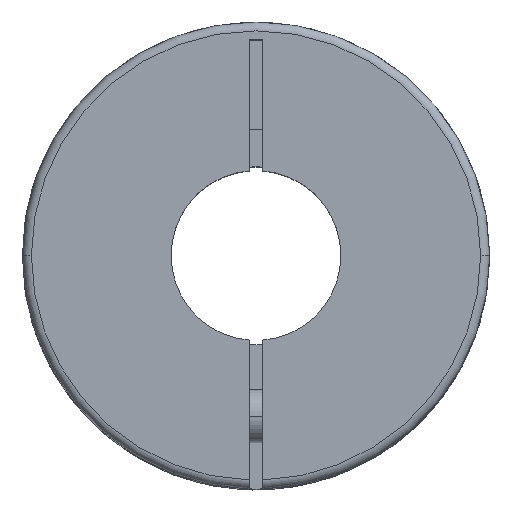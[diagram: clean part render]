
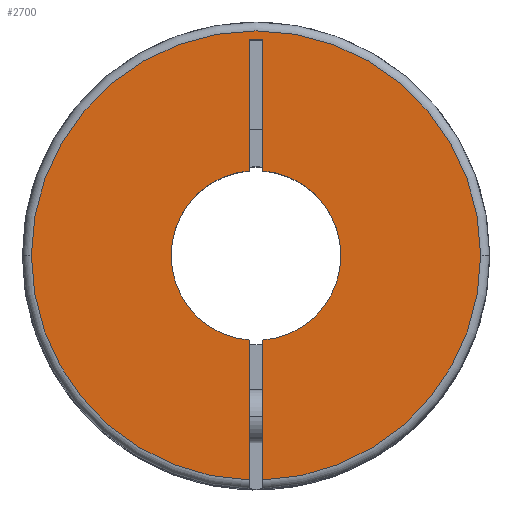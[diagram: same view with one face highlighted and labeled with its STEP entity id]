
A CAD part, top view. The second image highlights one B-rep face of the part: STEP entity #2700.
In plain terms, the highlighted planar face has unit normal (0, 0, 1).
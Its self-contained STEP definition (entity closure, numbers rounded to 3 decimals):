
#19 = VECTOR ( 'NONE', #2659, 1000. ) ;
#41 = DIRECTION ( 'NONE',  ( 0., 0., -1. ) ) ;
#87 = VERTEX_POINT ( 'NONE', #2083 ) ;
#152 = EDGE_CURVE ( 'NONE', #819, #1004, #741, .T. ) ;
#270 = VECTOR ( 'NONE', #2152, 1000. ) ;
#273 = VERTEX_POINT ( 'NONE', #3807 ) ;
#275 = VERTEX_POINT ( 'NONE', #830 ) ;
#310 = ORIENTED_EDGE ( 'NONE', *, *, #1192, .F. ) ;
#402 = DIRECTION ( 'NONE',  ( 0., -1., 0. ) ) ;
#405 = DIRECTION ( 'NONE',  ( 0., 1., 0. ) ) ;
#417 = DIRECTION ( 'NONE',  ( 0., 0., -1. ) ) ;
#426 = AXIS2_PLACEMENT_3D ( 'NONE', #3010, #1255, #3689 ) ;
#442 = DIRECTION ( 'NONE',  ( 0., 0., -1. ) ) ;
#449 = CARTESIAN_POINT ( 'NONE',  ( 0.375, -13.1, 0. ) ) ;
#461 = CARTESIAN_POINT ( 'NONE',  ( 0.375, 4.748, 0. ) ) ;
#508 = CARTESIAN_POINT ( 'NONE',  ( 0., 0., 0. ) ) ;
#544 = CIRCLE ( 'NONE', #426, 12.6 ) ;
#551 = EDGE_CURVE ( 'NONE', #2248, #273, #2532, .T. ) ;
#563 = CARTESIAN_POINT ( 'NONE',  ( -0.375, 12.1, 0. ) ) ;
#691 = EDGE_CURVE ( 'NONE', #1819, #1605, #3314, .T. ) ;
#693 = ORIENTED_EDGE ( 'NONE', *, *, #551, .F. ) ;
#702 = CARTESIAN_POINT ( 'NONE',  ( 0.375, -12.594, 0. ) ) ;
#710 = LINE ( 'NONE', #3013, #270 ) ;
#713 = CIRCLE ( 'NONE', #3678, 12.6 ) ;
#741 = LINE ( 'NONE', #449, #3691 ) ;
#742 = ORIENTED_EDGE ( 'NONE', *, *, #152, .F. ) ;
#778 = PLANE ( 'NONE',  #3694 ) ;
#782 = EDGE_CURVE ( 'NONE', #273, #1819, #713, .T. ) ;
#790 = EDGE_CURVE ( 'NONE', #3498, #3051, #710, .T. ) ;
#819 = VERTEX_POINT ( 'NONE', #461 ) ;
#822 = AXIS2_PLACEMENT_3D ( 'NONE', #2218, #442, #3699 ) ;
#830 = CARTESIAN_POINT ( 'NONE',  ( -0.375, 4.748, 0. ) ) ;
#884 = EDGE_CURVE ( 'NONE', #819, #1605, #3812, .T. ) ;
#993 = CARTESIAN_POINT ( 'NONE',  ( -12.6, 0., 0. ) ) ;
#995 = AXIS2_PLACEMENT_3D ( 'NONE', #2546, #3769, #2519 ) ;
#1004 = VERTEX_POINT ( 'NONE', #3589 ) ;
#1011 = CARTESIAN_POINT ( 'NONE',  ( -0.375, -4.748, 0. ) ) ;
#1044 = VERTEX_POINT ( 'NONE', #563 ) ;
#1045 = DIRECTION ( 'NONE',  ( -1., 0., 0. ) ) ;
#1095 = DIRECTION ( 'NONE',  ( 0., -1., 0. ) ) ;
#1120 = ORIENTED_EDGE ( 'NONE', *, *, #782, .F. ) ;
#1175 = CIRCLE ( 'NONE', #3391, 4.763 ) ;
#1192 = EDGE_CURVE ( 'NONE', #3051, #2248, #544, .T. ) ;
#1255 = DIRECTION ( 'NONE',  ( 0., 0., -1. ) ) ;
#1387 = ORIENTED_EDGE ( 'NONE', *, *, #1465, .T. ) ;
#1403 = VECTOR ( 'NONE', #1045, 1000. ) ;
#1465 = EDGE_CURVE ( 'NONE', #3498, #87, #1175, .T. ) ;
#1499 = ORIENTED_EDGE ( 'NONE', *, *, #790, .F. ) ;
#1530 = AXIS2_PLACEMENT_3D ( 'NONE', #1649, #417, #2592 ) ;
#1565 = VECTOR ( 'NONE', #402, 1000. ) ;
#1605 = VERTEX_POINT ( 'NONE', #2459 ) ;
#1649 = CARTESIAN_POINT ( 'NONE',  ( 0., 0., 0. ) ) ;
#1657 = CARTESIAN_POINT ( 'NONE',  ( 0.375, 12.1, 0. ) ) ;
#1675 = EDGE_CURVE ( 'NONE', #87, #275, #3581, .T. ) ;
#1728 = EDGE_CURVE ( 'NONE', #1004, #1044, #3108, .T. ) ;
#1819 = VERTEX_POINT ( 'NONE', #702 ) ;
#2083 = CARTESIAN_POINT ( 'NONE',  ( -4.763, 0., 0. ) ) ;
#2138 = LINE ( 'NONE', #3404, #1565 ) ;
#2152 = DIRECTION ( 'NONE',  ( 0., -1., 0. ) ) ;
#2218 = CARTESIAN_POINT ( 'NONE',  ( 0., 0., 0. ) ) ;
#2248 = VERTEX_POINT ( 'NONE', #993 ) ;
#2442 = CARTESIAN_POINT ( 'NONE',  ( -0.375, -12.594, 0. ) ) ;
#2449 = DIRECTION ( 'NONE',  ( -1., 0., 0. ) ) ;
#2459 = CARTESIAN_POINT ( 'NONE',  ( 0.375, -4.748, 0. ) ) ;
#2519 = DIRECTION ( 'NONE',  ( -1., 0., 0. ) ) ;
#2532 = CIRCLE ( 'NONE', #822, 12.6 ) ;
#2546 = CARTESIAN_POINT ( 'NONE',  ( 0., 0., 0. ) ) ;
#2592 = DIRECTION ( 'NONE',  ( -1., 0., 0. ) ) ;
#2613 = DIRECTION ( 'NONE',  ( 0., 0., -1. ) ) ;
#2622 = EDGE_CURVE ( 'NONE', #1044, #275, #2138, .T. ) ;
#2657 = ORIENTED_EDGE ( 'NONE', *, *, #1675, .T. ) ;
#2659 = DIRECTION ( 'NONE',  ( 0., 1., 0. ) ) ;
#2668 = DIRECTION ( 'NONE',  ( 0., 0., -1. ) ) ;
#2700 = ADVANCED_FACE ( 'NONE', ( #3167 ), #778, .F. ) ;
#2703 = CARTESIAN_POINT ( 'NONE',  ( 0.375, -13.1, 0. ) ) ;
#2738 = EDGE_LOOP ( 'NONE', ( #310, #1499, #1387, #2657, #2992, #3468, #742, #3758, #3738, #1120, #693 ) ) ;
#2907 = CARTESIAN_POINT ( 'NONE',  ( 0., 0., 0. ) ) ;
#2992 = ORIENTED_EDGE ( 'NONE', *, *, #2622, .F. ) ;
#3010 = CARTESIAN_POINT ( 'NONE',  ( 0., 0., 0. ) ) ;
#3013 = CARTESIAN_POINT ( 'NONE',  ( -0.375, 12.1, 0. ) ) ;
#3051 = VERTEX_POINT ( 'NONE', #2442 ) ;
#3108 = LINE ( 'NONE', #1657, #1403 ) ;
#3167 = FACE_OUTER_BOUND ( 'NONE', #2738, .T. ) ;
#3314 = LINE ( 'NONE', #2703, #19 ) ;
#3391 = AXIS2_PLACEMENT_3D ( 'NONE', #508, #2668, #3883 ) ;
#3404 = CARTESIAN_POINT ( 'NONE',  ( -0.375, 12.1, 0. ) ) ;
#3429 = CARTESIAN_POINT ( 'NONE',  ( 0., 0., 0. ) ) ;
#3468 = ORIENTED_EDGE ( 'NONE', *, *, #1728, .F. ) ;
#3498 = VERTEX_POINT ( 'NONE', #1011 ) ;
#3581 = CIRCLE ( 'NONE', #995, 4.763 ) ;
#3589 = CARTESIAN_POINT ( 'NONE',  ( 0.375, 12.1, 0. ) ) ;
#3678 = AXIS2_PLACEMENT_3D ( 'NONE', #3429, #41, #2449 ) ;
#3689 = DIRECTION ( 'NONE',  ( -1., 0., 0. ) ) ;
#3691 = VECTOR ( 'NONE', #405, 1000. ) ;
#3694 = AXIS2_PLACEMENT_3D ( 'NONE', #2907, #2613, #1095 ) ;
#3699 = DIRECTION ( 'NONE',  ( -1., 0., 0. ) ) ;
#3738 = ORIENTED_EDGE ( 'NONE', *, *, #691, .F. ) ;
#3758 = ORIENTED_EDGE ( 'NONE', *, *, #884, .T. ) ;
#3769 = DIRECTION ( 'NONE',  ( 0., 0., -1. ) ) ;
#3807 = CARTESIAN_POINT ( 'NONE',  ( 12.6, 0., 0. ) ) ;
#3812 = CIRCLE ( 'NONE', #1530, 4.763 ) ;
#3883 = DIRECTION ( 'NONE',  ( -1., 0., 0. ) ) ;
